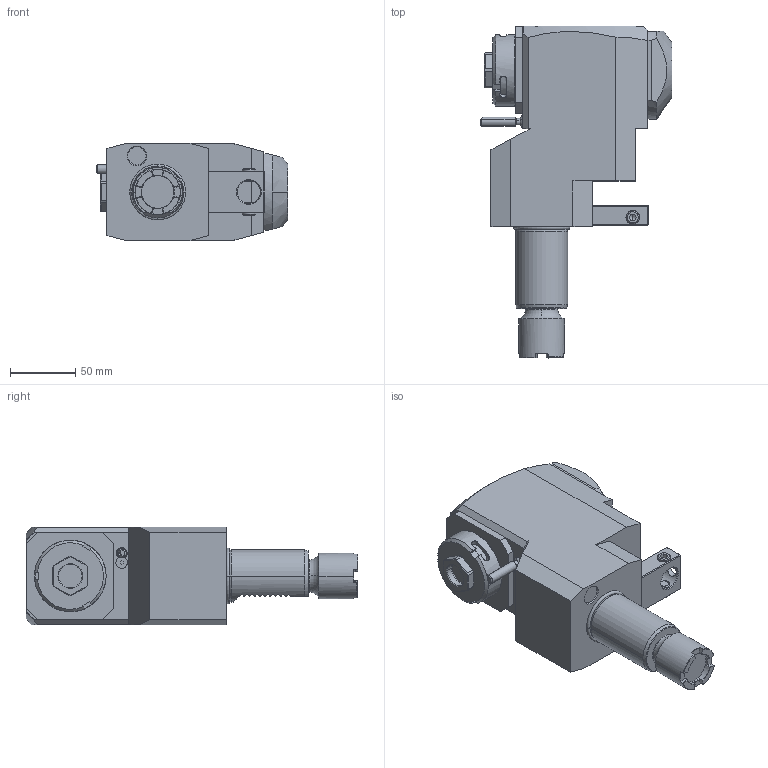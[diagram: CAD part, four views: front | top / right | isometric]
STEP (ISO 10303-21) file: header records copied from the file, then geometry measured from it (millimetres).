
FILE_DESCRIPTION((''),'2;1');
FILE_NAME('NGT1_40_455_25_1_2_120TJB','2024-10-28T',('vali'),('NOVA GRUP'),'PRO/ENGINEER BY PARAMETRIC TECHNOLOGY CORPORATION, 2010280','PRO/ENGINEER BY PARAMETRIC TECHNOLOGY CORPORATION, 2010280','');
FILE_SCHEMA(('CONFIG_CONTROL_DESIGN'));
Length unit declared in the file: millimetre
Products named in the file (1): NGT1_40_455_25_1_2_120TJB
Bounding box: 147.33 x 255 x 75 mm (x, y, z)
Volume: 1304676.7 mm3; surface area: 94504.4 mm2
Topology: 1 solids, 1 shells, 375 faces, 1002 edges, 643 vertices
Faces by surface type: plane 199, cylinder 70, cone 69, bspline 30, torus 5, sphere 2
Entity records: 15165 total; most frequent: CARTESIAN_POINT 6338, ORIENTED_EDGE 1996, DIRECTION 1572, EDGE_CURVE 998, VERTEX_POINT 643, AXIS2_PLACEMENT_3D 542, VECTOR 488, LINE 488
